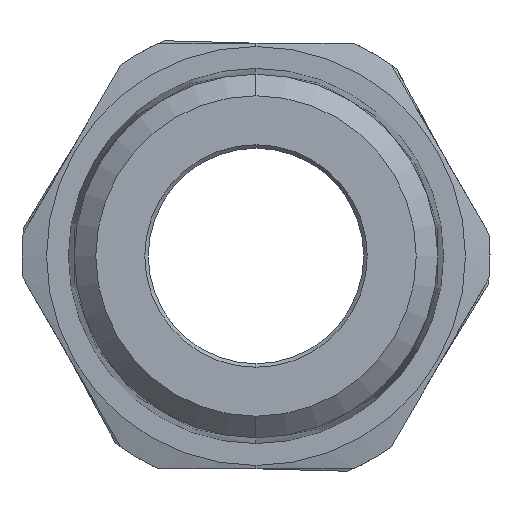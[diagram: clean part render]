
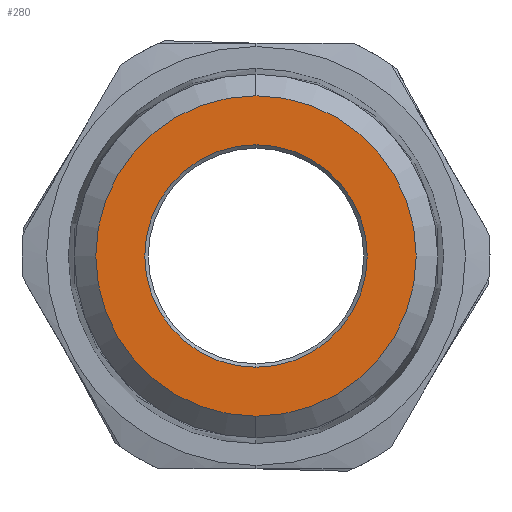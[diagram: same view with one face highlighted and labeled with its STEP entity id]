
A CAD part, left-side view. The second image highlights one B-rep face of the part: STEP entity #280.
In plain terms, the highlighted planar face has unit normal (-1, 0, 0).
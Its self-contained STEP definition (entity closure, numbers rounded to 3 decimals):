
#176 = EDGE_LOOP ( 'NONE', ( #1946, #3053 ) ) ;
#177 = DIRECTION ( 'NONE',  ( 0., 0., 1. ) ) ;
#280 = ADVANCED_FACE ( 'NONE', ( #2399, #1900 ), #1367, .T. ) ;
#313 = CARTESIAN_POINT ( 'NONE',  ( -45.7, 0., 0. ) ) ;
#575 = DIRECTION ( 'NONE',  ( -1., 0., 0. ) ) ;
#621 = DIRECTION ( 'NONE',  ( 0., 0., 1. ) ) ;
#702 = DIRECTION ( 'NONE',  ( -1., 0., 0. ) ) ;
#715 = EDGE_LOOP ( 'NONE', ( #1971, #2074 ) ) ;
#876 = DIRECTION ( 'NONE',  ( -1., 0., 0. ) ) ;
#960 = DIRECTION ( 'NONE',  ( 1., 0., 0. ) ) ;
#1053 = AXIS2_PLACEMENT_3D ( 'NONE', #313, #876, #621 ) ;
#1150 = EDGE_CURVE ( 'NONE', #2424, #1438, #3285, .T. ) ;
#1233 = CARTESIAN_POINT ( 'NONE',  ( -45.7, 0., -11.487 ) ) ;
#1334 = AXIS2_PLACEMENT_3D ( 'NONE', #2796, #960, #2230 ) ;
#1367 = PLANE ( 'NONE',  #1053 ) ;
#1438 = VERTEX_POINT ( 'NONE', #1955 ) ;
#1559 = EDGE_CURVE ( 'NONE', #2032, #3009, #1758, .T. ) ;
#1617 = AXIS2_PLACEMENT_3D ( 'NONE', #2135, #575, #2416 ) ;
#1758 = CIRCLE ( 'NONE', #3095, 7.975 ) ;
#1874 = CIRCLE ( 'NONE', #1617, 11.487 ) ;
#1900 = FACE_OUTER_BOUND ( 'NONE', #176, .T. ) ;
#1929 = EDGE_CURVE ( 'NONE', #3009, #2032, #2994, .T. ) ;
#1946 = ORIENTED_EDGE ( 'NONE', *, *, #1150, .T. ) ;
#1955 = CARTESIAN_POINT ( 'NONE',  ( -45.7, 0., 11.487 ) ) ;
#1971 = ORIENTED_EDGE ( 'NONE', *, *, #1929, .T. ) ;
#2032 = VERTEX_POINT ( 'NONE', #2301 ) ;
#2074 = ORIENTED_EDGE ( 'NONE', *, *, #1559, .T. ) ;
#2135 = CARTESIAN_POINT ( 'NONE',  ( -45.7, 0., 0. ) ) ;
#2230 = DIRECTION ( 'NONE',  ( 0., 0., 1. ) ) ;
#2263 = CARTESIAN_POINT ( 'NONE',  ( -45.7, 0., 0. ) ) ;
#2271 = DIRECTION ( 'NONE',  ( 1., 0., 0. ) ) ;
#2301 = CARTESIAN_POINT ( 'NONE',  ( -45.7, 0., -7.975 ) ) ;
#2399 = FACE_BOUND ( 'NONE', #715, .T. ) ;
#2416 = DIRECTION ( 'NONE',  ( 0., 0., 1. ) ) ;
#2424 = VERTEX_POINT ( 'NONE', #1233 ) ;
#2501 = CARTESIAN_POINT ( 'NONE',  ( -45.7, 0., 0. ) ) ;
#2786 = DIRECTION ( 'NONE',  ( 0., 0., 1. ) ) ;
#2796 = CARTESIAN_POINT ( 'NONE',  ( -45.7, 0., 0. ) ) ;
#2799 = AXIS2_PLACEMENT_3D ( 'NONE', #2501, #702, #2786 ) ;
#2994 = CIRCLE ( 'NONE', #1334, 7.975 ) ;
#3009 = VERTEX_POINT ( 'NONE', #3244 ) ;
#3053 = ORIENTED_EDGE ( 'NONE', *, *, #3293, .T. ) ;
#3095 = AXIS2_PLACEMENT_3D ( 'NONE', #2263, #2271, #177 ) ;
#3244 = CARTESIAN_POINT ( 'NONE',  ( -45.7, 0., 7.975 ) ) ;
#3285 = CIRCLE ( 'NONE', #2799, 11.487 ) ;
#3293 = EDGE_CURVE ( 'NONE', #1438, #2424, #1874, .T. ) ;
